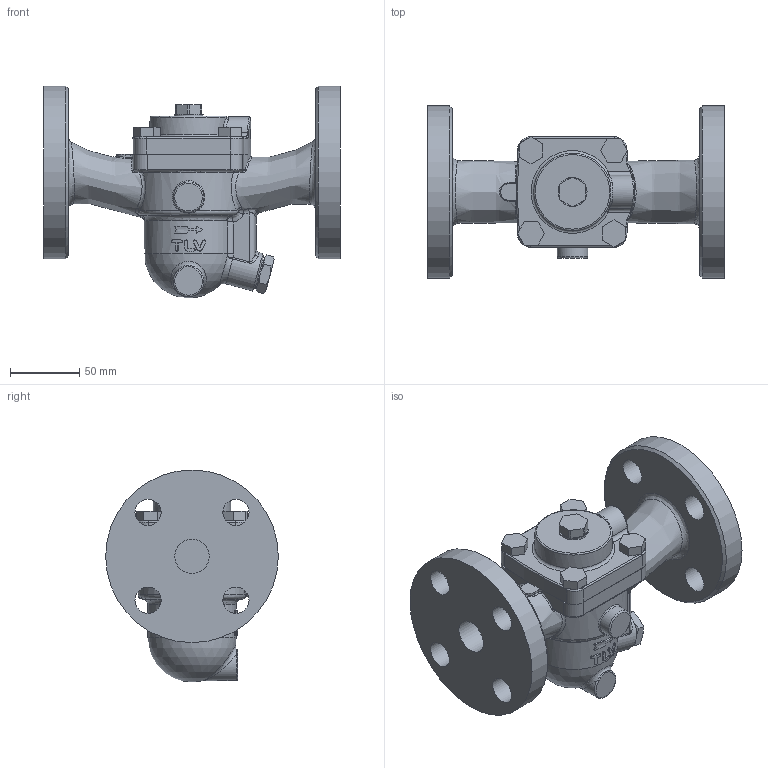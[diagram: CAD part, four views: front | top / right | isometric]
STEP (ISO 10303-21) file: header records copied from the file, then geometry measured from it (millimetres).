
FILE_DESCRIPTION(/* description */ (''),/* implementation_level */ '2;1');
FILE_NAME(/* name */ 'j3x00-025-jis10-01.stp',/* time_stamp */ '2018-01-26T10:42:37+09:00',/* author */ ('nakaot'),/* organization */ (''),/* preprocessor_version */ 'ST-DEVELOPER v15.6',/* originating_system */ 'Autodesk Inventor 2015',/* authorisation */ '');
FILE_SCHEMA (('CONFIG_CONTROL_DESIGN'));
Length unit declared in the file: millimetre
Products named in the file (1): j3x00-025-jis10-01
Bounding box: 215 x 125 x 153.5 mm (x, y, z)
Volume: 1088848.4 mm3; surface area: 131850.7 mm2
Topology: 1 solids, 1 shells, 323 faces, 808 edges, 495 vertices
Faces by surface type: plane 123, bspline 90, cylinder 61, torus 32, cone 16, sphere 1
Full cylindrical faces by diameter (mm): 7.95 x1, 19 x8, 21 x2, 22 x1, 25 x2, 28 x1, 45 x1, 125 x2
Entity records: 13968 total; most frequent: CARTESIAN_POINT 7008, ORIENTED_EDGE 1520, DIRECTION 1268, EDGE_CURVE 760, AXIS2_PLACEMENT_3D 503, VERTEX_POINT 479, EDGE_LOOP 379, FACE_OUTER_BOUND 323
